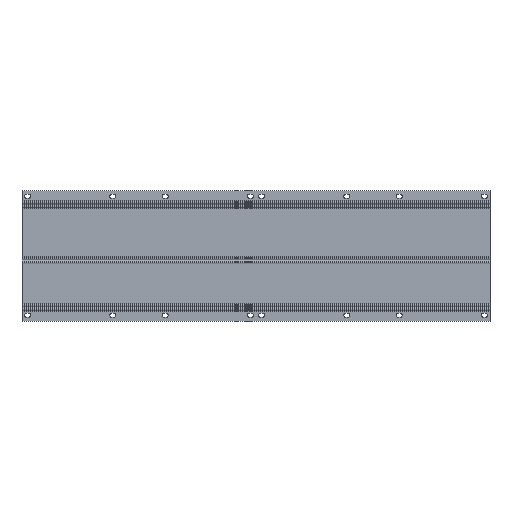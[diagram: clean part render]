
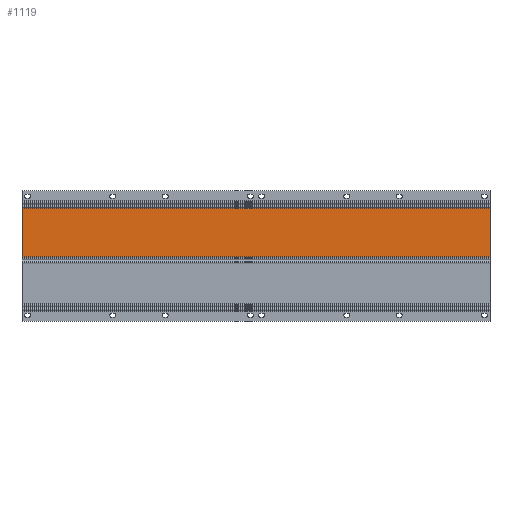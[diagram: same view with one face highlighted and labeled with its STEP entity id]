
A CAD part, top view. The second image highlights one B-rep face of the part: STEP entity #1119.
In plain terms, the highlighted planar face has unit normal (0, 0, 1).
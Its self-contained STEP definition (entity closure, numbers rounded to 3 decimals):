
#980=FACE_OUTER_BOUND('',#1403,.T.);
#1119=ADVANCED_FACE('',(#980),#1242,.T.);
#1242=PLANE('',#4011);
#1403=EDGE_LOOP('',(#1920,#1921,#1922,#1923));
#1920=ORIENTED_EDGE('',*,*,#2977,.F.);
#1921=ORIENTED_EDGE('',*,*,#2976,.F.);
#1922=ORIENTED_EDGE('',*,*,#2978,.T.);
#1923=ORIENTED_EDGE('',*,*,#2979,.T.);
#2662=VERTEX_POINT('',#5479);
#2663=VERTEX_POINT('',#5481);
#2664=VERTEX_POINT('',#5485);
#2665=VERTEX_POINT('',#5487);
#2976=EDGE_CURVE('',#2663,#2662,#3291,.T.);
#2977=EDGE_CURVE('',#2662,#2664,#3292,.T.);
#2978=EDGE_CURVE('',#2663,#2665,#3293,.T.);
#2979=EDGE_CURVE('',#2665,#2664,#3294,.T.);
#3291=LINE('',#5482,#3578);
#3292=LINE('',#5484,#3579);
#3293=LINE('',#5486,#3580);
#3294=LINE('',#5488,#3581);
#3578=VECTOR('',#4581,1.);
#3579=VECTOR('',#4584,1.);
#3580=VECTOR('',#4585,1.);
#3581=VECTOR('',#4586,1.);
#4011=AXIS2_PLACEMENT_3D('',#5489,#4587,#4588);
#4581=DIRECTION('',(-1.,0.,0.));
#4584=DIRECTION('',(0.,1.,0.));
#4585=DIRECTION('',(0.,1.,0.));
#4586=DIRECTION('',(-1.,0.,0.));
#4587=DIRECTION('',(0.,0.,1.));
#4588=DIRECTION('',(1.,0.,0.));
#5479=CARTESIAN_POINT('',(0.,138.5,4.45));
#5481=CARTESIAN_POINT('',(1000.,138.5,4.45));
#5482=CARTESIAN_POINT('',(1000.,138.5,4.45));
#5484=CARTESIAN_POINT('',(0.,240.3,4.45));
#5485=CARTESIAN_POINT('',(0.,242.,4.45));
#5486=CARTESIAN_POINT('',(1000.,138.5,4.45));
#5487=CARTESIAN_POINT('',(1000.,242.,4.45));
#5488=CARTESIAN_POINT('',(1000.,242.,4.45));
#5489=CARTESIAN_POINT('',(1000.,240.3,4.45));
